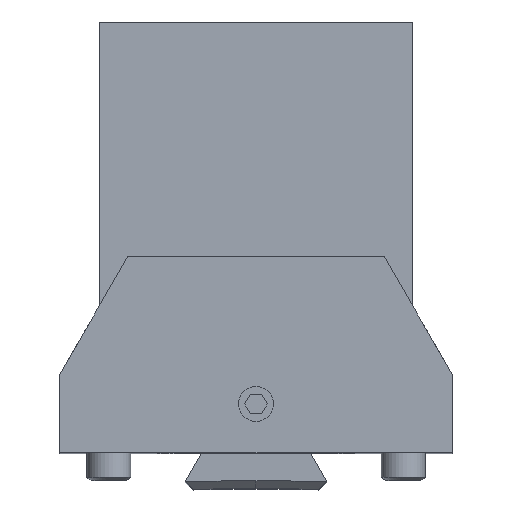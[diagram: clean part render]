
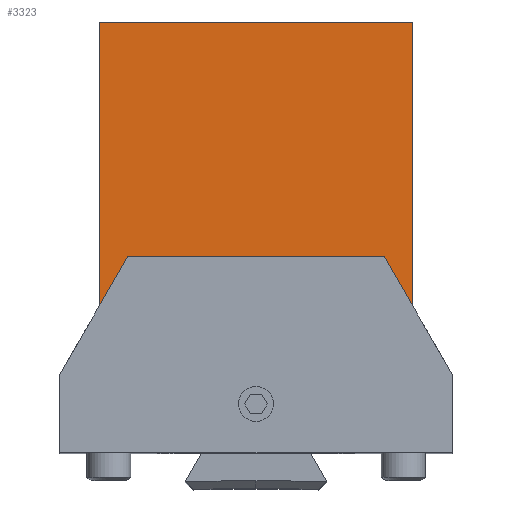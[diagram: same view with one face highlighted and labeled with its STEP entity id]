
A CAD part, top view. The second image highlights one B-rep face of the part: STEP entity #3323.
In plain terms, the highlighted face is planar.
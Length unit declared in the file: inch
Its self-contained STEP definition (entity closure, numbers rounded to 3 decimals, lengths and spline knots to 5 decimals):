
#21 = EDGE_LOOP ( 'NONE', ( #674, #299, #693, #685 ) ) ;
#299 = ORIENTED_EDGE ( 'NONE', *, *, #4580, .F. ) ;
#465 = ORIENTED_EDGE ( 'NONE', *, *, #4584, .T. ) ;
#587 = ORIENTED_EDGE ( 'NONE', *, *, #4566, .T. ) ;
#609 = ORIENTED_EDGE ( 'NONE', *, *, #4558, .T. ) ;
#650 = ORIENTED_EDGE ( 'NONE', *, *, #4585, .T. ) ;
#674 = ORIENTED_EDGE ( 'NONE', *, *, #4570, .F. ) ;
#685 = ORIENTED_EDGE ( 'NONE', *, *, #4574, .F. ) ;
#693 = ORIENTED_EDGE ( 'NONE', *, *, #4577, .F. ) ;
#708 = EDGE_LOOP ( 'NONE', ( #465, #609 ) ) ;
#739 = VERTEX_POINT ( 'NONE', #4052 ) ;
#777 = VERTEX_POINT ( 'NONE', #4171 ) ;
#800 = VERTEX_POINT ( 'NONE', #4119 ) ;
#828 = VERTEX_POINT ( 'NONE', #4032 ) ;
#912 = VERTEX_POINT ( 'NONE', #4067 ) ;
#982 = VERTEX_POINT ( 'NONE', #4114 ) ;
#997 = VERTEX_POINT ( 'NONE', #4325 ) ;
#1011 = VERTEX_POINT ( 'NONE', #4381 ) ;
#1707 = FACE_BOUND ( 'NONE', #708, .T. ) ;
#1709 = FACE_OUTER_BOUND ( 'NONE', #21, .T. ) ;
#1713 = FACE_BOUND ( 'NONE', #3239, .T. ) ;
#2122 = CIRCLE ( 'NONE', #4917, 0.048 ) ;
#2133 = CIRCLE ( 'NONE', #4921, 0.048 ) ;
#2139 = LINE ( 'NONE', #2264, #2145 ) ;
#2145 = VECTOR ( 'NONE', #2369, 39.37008 ) ;
#2150 = LINE ( 'NONE', #2370, #2153 ) ;
#2153 = VECTOR ( 'NONE', #2281, 39.37008 ) ;
#2156 = LINE ( 'NONE', #2268, #2159 ) ;
#2159 = VECTOR ( 'NONE', #2413, 39.37008 ) ;
#2162 = LINE ( 'NONE', #2371, #2165 ) ;
#2165 = VECTOR ( 'NONE', #2318, 39.37008 ) ;
#2169 = CIRCLE ( 'NONE', #4925, 0.048 ) ;
#2170 = CIRCLE ( 'NONE', #4926, 0.048 ) ;
#2264 = CARTESIAN_POINT ( 'NONE',  ( -0.4, 0.55, 0. ) ) ;
#2268 = CARTESIAN_POINT ( 'NONE',  ( 0.4, 0.55, 0. ) ) ;
#2278 = DIRECTION ( 'NONE',  ( 0., 0., 1. ) ) ;
#2281 = DIRECTION ( 'NONE',  ( 1., 0., 0. ) ) ;
#2282 = CARTESIAN_POINT ( 'NONE',  ( 0., -0.175, 0. ) ) ;
#2318 = DIRECTION ( 'NONE',  ( -1., 0., 0. ) ) ;
#2369 = DIRECTION ( 'NONE',  ( 0., -1., 0. ) ) ;
#2370 = CARTESIAN_POINT ( 'NONE',  ( -0.4, -0.55, 0. ) ) ;
#2371 = CARTESIAN_POINT ( 'NONE',  ( -0.4, 0.55, 0. ) ) ;
#2374 = DIRECTION ( 'NONE',  ( 1., 0., 0. ) ) ;
#2413 = DIRECTION ( 'NONE',  ( 0., 1., 0. ) ) ;
#2422 = DIRECTION ( 'NONE',  ( 0., 0., 1. ) ) ;
#2432 = DIRECTION ( 'NONE',  ( 1., 0., 0. ) ) ;
#2445 = CARTESIAN_POINT ( 'NONE',  ( 0., -0.425, 0. ) ) ;
#2526 = DIRECTION ( 'NONE',  ( 1., 0., 0. ) ) ;
#2533 = DIRECTION ( 'NONE',  ( 0., 0., 1. ) ) ;
#2539 = CARTESIAN_POINT ( 'NONE',  ( 0., -0.175, 0. ) ) ;
#3239 = EDGE_LOOP ( 'NONE', ( #650, #587 ) ) ;
#3323 = ADVANCED_FACE ( 'NONE', ( #1707, #1713, #1709 ), #4305, .F. ) ;
#3658 = CARTESIAN_POINT ( 'NONE',  ( 0., -0.425, 0. ) ) ;
#3660 = DIRECTION ( 'NONE',  ( 1., 0., 0. ) ) ;
#3663 = DIRECTION ( 'NONE',  ( 0., 0., 1. ) ) ;
#4032 = CARTESIAN_POINT ( 'NONE',  ( -0.4, 0.55, 0. ) ) ;
#4052 = CARTESIAN_POINT ( 'NONE',  ( 0.4, -0.55, 0. ) ) ;
#4067 = CARTESIAN_POINT ( 'NONE',  ( -0.048, -0.175, 0. ) ) ;
#4114 = CARTESIAN_POINT ( 'NONE',  ( 0.4, 0.55, 0. ) ) ;
#4119 = CARTESIAN_POINT ( 'NONE',  ( 0.048, -0.175, 0. ) ) ;
#4171 = CARTESIAN_POINT ( 'NONE',  ( -0.048, -0.425, 0. ) ) ;
#4303 = DIRECTION ( 'NONE',  ( 1., 0., 0. ) ) ;
#4305 = PLANE ( 'NONE',  #4771 ) ;
#4306 = CARTESIAN_POINT ( 'NONE',  ( -0.4, -0.55, 0. ) ) ;
#4308 = DIRECTION ( 'NONE',  ( 0., 0., 1. ) ) ;
#4325 = CARTESIAN_POINT ( 'NONE',  ( -0.4, -0.55, 0. ) ) ;
#4381 = CARTESIAN_POINT ( 'NONE',  ( 0.048, -0.425, 0. ) ) ;
#4558 = EDGE_CURVE ( 'NONE', #777, #1011, #2122, .T. ) ;
#4566 = EDGE_CURVE ( 'NONE', #912, #800, #2133, .T. ) ;
#4570 = EDGE_CURVE ( 'NONE', #828, #997, #2139, .T. ) ;
#4574 = EDGE_CURVE ( 'NONE', #997, #739, #2150, .T. ) ;
#4577 = EDGE_CURVE ( 'NONE', #739, #982, #2156, .T. ) ;
#4580 = EDGE_CURVE ( 'NONE', #982, #828, #2162, .T. ) ;
#4584 = EDGE_CURVE ( 'NONE', #1011, #777, #2169, .T. ) ;
#4585 = EDGE_CURVE ( 'NONE', #800, #912, #2170, .T. ) ;
#4771 = AXIS2_PLACEMENT_3D ( 'NONE', #4306, #4308, #4303 ) ;
#4917 = AXIS2_PLACEMENT_3D ( 'NONE', #3658, #3663, #3660 ) ;
#4921 = AXIS2_PLACEMENT_3D ( 'NONE', #2282, #2278, #2374 ) ;
#4925 = AXIS2_PLACEMENT_3D ( 'NONE', #2445, #2422, #2432 ) ;
#4926 = AXIS2_PLACEMENT_3D ( 'NONE', #2539, #2533, #2526 ) ;
